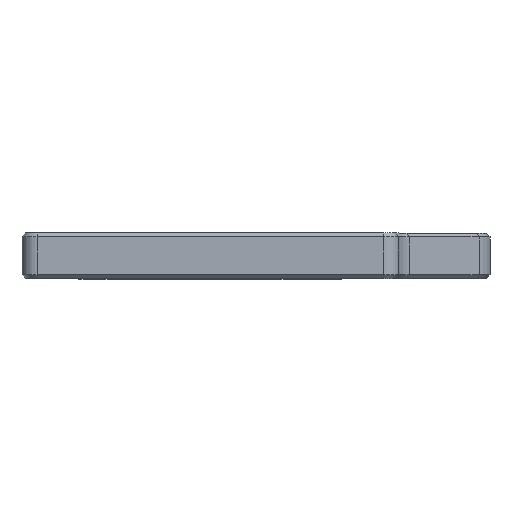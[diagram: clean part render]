
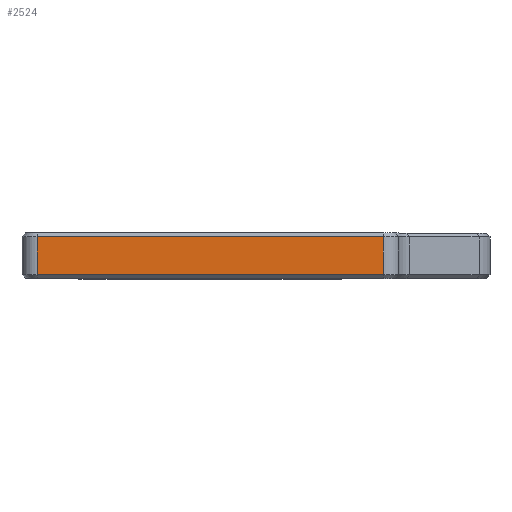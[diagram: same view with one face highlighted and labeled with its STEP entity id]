
A CAD part, top view. The second image highlights one B-rep face of the part: STEP entity #2524.
In plain terms, the highlighted planar face has unit normal (0, 0, 1).
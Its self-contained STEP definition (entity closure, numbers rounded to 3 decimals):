
#170 = CARTESIAN_POINT ( 'NONE',  ( 2., 5.5, 0. ) ) ;
#643 = CARTESIAN_POINT ( 'NONE',  ( 2., 0.5, 0. ) ) ;
#849 = ORIENTED_EDGE ( 'NONE', *, *, #4795, .T. ) ;
#927 = CARTESIAN_POINT ( 'NONE',  ( 47.65, 0.5, 0. ) ) ;
#1065 = CARTESIAN_POINT ( 'NONE',  ( 2., 6., 0. ) ) ;
#1068 = VECTOR ( 'NONE', #4629, 1000. ) ;
#1417 = CARTESIAN_POINT ( 'NONE',  ( 2., 5.5, 0. ) ) ;
#1453 = DIRECTION ( 'NONE',  ( 0., 1., 0. ) ) ;
#1626 = VECTOR ( 'NONE', #2553, 1000. ) ;
#1716 = AXIS2_PLACEMENT_3D ( 'NONE', #5940, #3836, #2886 ) ;
#1739 = VECTOR ( 'NONE', #3649, 1000. ) ;
#1824 = FACE_OUTER_BOUND ( 'NONE', #1951, .T. ) ;
#1951 = EDGE_LOOP ( 'NONE', ( #5049, #849, #3770, #6261 ) ) ;
#2226 = LINE ( 'NONE', #4698, #1739 ) ;
#2452 = LINE ( 'NONE', #1065, #1068 ) ;
#2482 = VERTEX_POINT ( 'NONE', #170 ) ;
#2524 = ADVANCED_FACE ( 'NONE', ( #1824 ), #5921, .F. ) ;
#2553 = DIRECTION ( 'NONE',  ( -1., 0., 0. ) ) ;
#2879 = VECTOR ( 'NONE', #1453, 1000. ) ;
#2886 = DIRECTION ( 'NONE',  ( -1., 0., 0. ) ) ;
#3020 = EDGE_CURVE ( 'NONE', #3039, #4025, #5733, .T. ) ;
#3039 = VERTEX_POINT ( 'NONE', #927 ) ;
#3412 = LINE ( 'NONE', #1417, #1626 ) ;
#3649 = DIRECTION ( 'NONE',  ( 1., 0., 0. ) ) ;
#3770 = ORIENTED_EDGE ( 'NONE', *, *, #3020, .T. ) ;
#3836 = DIRECTION ( 'NONE',  ( 0., 0., -1. ) ) ;
#4025 = VERTEX_POINT ( 'NONE', #5090 ) ;
#4629 = DIRECTION ( 'NONE',  ( 0., -1., 0. ) ) ;
#4698 = CARTESIAN_POINT ( 'NONE',  ( 0., 0.5, 0. ) ) ;
#4795 = EDGE_CURVE ( 'NONE', #5227, #3039, #2226, .T. ) ;
#5049 = ORIENTED_EDGE ( 'NONE', *, *, #5428, .T. ) ;
#5090 = CARTESIAN_POINT ( 'NONE',  ( 47.65, 5.5, 0. ) ) ;
#5227 = VERTEX_POINT ( 'NONE', #643 ) ;
#5428 = EDGE_CURVE ( 'NONE', #2482, #5227, #2452, .T. ) ;
#5733 = LINE ( 'NONE', #6107, #2879 ) ;
#5921 = PLANE ( 'NONE',  #1716 ) ;
#5940 = CARTESIAN_POINT ( 'NONE',  ( 0., 6., 0. ) ) ;
#6107 = CARTESIAN_POINT ( 'NONE',  ( 47.65, 6., 0. ) ) ;
#6261 = ORIENTED_EDGE ( 'NONE', *, *, #6323, .T. ) ;
#6323 = EDGE_CURVE ( 'NONE', #4025, #2482, #3412, .T. ) ;
